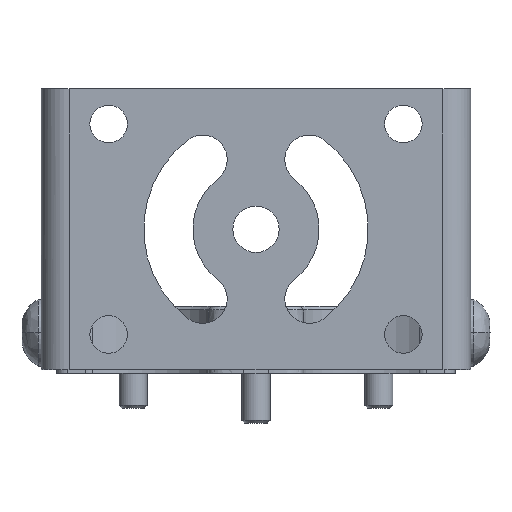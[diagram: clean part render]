
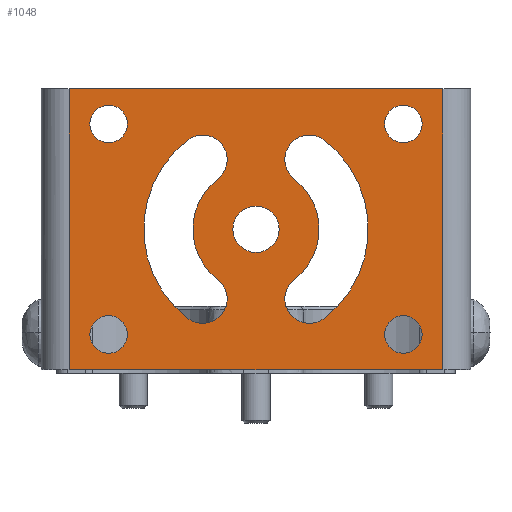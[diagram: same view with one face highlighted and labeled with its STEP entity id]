
A CAD part, front view. The second image highlights one B-rep face of the part: STEP entity #1048.
In plain terms, the highlighted planar face has unit normal (0, -1, 0).
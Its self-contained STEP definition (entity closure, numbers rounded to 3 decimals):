
#1=CARTESIAN_POINT('',(26.533,-2.,55.));
#2=DIRECTION('',(0.,1.,0.));
#3=DIRECTION('',(0.001,0.,-1.));
#4=AXIS2_PLACEMENT_3D('',#1,#2,#3);
#6=DIRECTION('',(-1.,0.,0.));
#7=VECTOR('',#6,53.067);
#8=CARTESIAN_POINT('',(26.533,-2.,-20.));
#9=LINE('',#8,#7);
#10=CARTESIAN_POINT('',(-26.533,-2.,55.));
#11=DIRECTION('',(0.,1.,0.));
#12=DIRECTION('',(0.,0.,-1.));
#13=AXIS2_PLACEMENT_3D('',#10,#11,#12);
#15=CARTESIAN_POINT('',(21.,-2.,15.));
#16=DIRECTION('',(0.,-1.,0.));
#17=DIRECTION('',(1.,0.,0.));
#18=AXIS2_PLACEMENT_3D('',#15,#16,#17);
#20=CARTESIAN_POINT('',(21.,-2.,15.));
#21=DIRECTION('',(0.,-1.,0.));
#22=DIRECTION('',(-1.,0.,0.));
#23=AXIS2_PLACEMENT_3D('',#20,#21,#22);
#25=CARTESIAN_POINT('',(21.,-2.,-15.));
#26=DIRECTION('',(0.,-1.,0.));
#27=DIRECTION('',(1.,0.,0.));
#28=AXIS2_PLACEMENT_3D('',#25,#26,#27);
#30=CARTESIAN_POINT('',(21.,-2.,-15.));
#31=DIRECTION('',(0.,-1.,0.));
#32=DIRECTION('',(-1.,0.,0.));
#33=AXIS2_PLACEMENT_3D('',#30,#31,#32);
#35=CARTESIAN_POINT('',(0.,-2.,0.));
#36=DIRECTION('',(0.,-1.,0.));
#37=DIRECTION('',(0.609,0.,-0.793));
#38=AXIS2_PLACEMENT_3D('',#35,#36,#37);
#40=CARTESIAN_POINT('',(7.61,-2.,9.917));
#41=DIRECTION('',(0.,-1.,0.));
#42=DIRECTION('',(0.609,0.,0.793));
#43=AXIS2_PLACEMENT_3D('',#40,#41,#42);
#45=CARTESIAN_POINT('',(0.,-2.,0.));
#46=DIRECTION('',(0.,-1.,0.));
#47=DIRECTION('',(0.609,0.,-0.793));
#48=AXIS2_PLACEMENT_3D('',#45,#46,#47);
#50=CARTESIAN_POINT('',(7.61,-2.,-9.917));
#51=DIRECTION('',(0.,-1.,0.));
#52=DIRECTION('',(-0.609,0.,0.793));
#53=AXIS2_PLACEMENT_3D('',#50,#51,#52);
#55=CARTESIAN_POINT('',(0.,-2.,0.));
#56=DIRECTION('',(0.,1.,0.));
#57=DIRECTION('',(-0.609,0.,-0.793));
#58=AXIS2_PLACEMENT_3D('',#55,#56,#57);
#60=CARTESIAN_POINT('',(-7.61,-2.,-9.917));
#61=DIRECTION('',(0.,1.,0.));
#62=DIRECTION('',(0.609,0.,0.793));
#63=AXIS2_PLACEMENT_3D('',#60,#61,#62);
#65=CARTESIAN_POINT('',(0.,-2.,0.));
#66=DIRECTION('',(0.,1.,0.));
#67=DIRECTION('',(-0.609,0.,-0.793));
#68=AXIS2_PLACEMENT_3D('',#65,#66,#67);
#70=CARTESIAN_POINT('',(-7.61,-2.,9.917));
#71=DIRECTION('',(0.,1.,0.));
#72=DIRECTION('',(-0.609,0.,0.793));
#73=AXIS2_PLACEMENT_3D('',#70,#71,#72);
#75=CARTESIAN_POINT('',(-21.,-2.,-15.));
#76=DIRECTION('',(0.,1.,0.));
#77=DIRECTION('',(-1.,0.,0.));
#78=AXIS2_PLACEMENT_3D('',#75,#76,#77);
#80=CARTESIAN_POINT('',(-21.,-2.,-15.));
#81=DIRECTION('',(0.,1.,0.));
#82=DIRECTION('',(1.,0.,0.));
#83=AXIS2_PLACEMENT_3D('',#80,#81,#82);
#85=CARTESIAN_POINT('',(-21.,-2.,15.));
#86=DIRECTION('',(0.,1.,0.));
#87=DIRECTION('',(-1.,0.,0.));
#88=AXIS2_PLACEMENT_3D('',#85,#86,#87);
#90=CARTESIAN_POINT('',(-21.,-2.,15.));
#91=DIRECTION('',(0.,1.,0.));
#92=DIRECTION('',(1.,0.,0.));
#93=AXIS2_PLACEMENT_3D('',#90,#91,#92);
#112=DIRECTION('',(0.,0.,-1.));
#113=VECTOR('',#112,40.);
#114=CARTESIAN_POINT('',(-26.625,-2.,20.));
#115=LINE('',#114,#113);
#144=DIRECTION('',(0.,0.,-1.));
#145=VECTOR('',#144,40.);
#146=CARTESIAN_POINT('',(26.625,-2.,20.));
#147=LINE('',#146,#145);
#169=DIRECTION('',(-1.,0.,0.));
#170=VECTOR('',#169,53.25);
#171=CARTESIAN_POINT('',(26.625,-2.,20.));
#172=LINE('',#171,#170);
#695=CARTESIAN_POINT('',(0.,-2.,0.));
#696=DIRECTION('',(0.,1.,0.));
#697=DIRECTION('',(-1.,0.,0.));
#698=AXIS2_PLACEMENT_3D('',#695,#696,#697);
#714=CARTESIAN_POINT('',(0.,-2.,0.));
#715=DIRECTION('',(0.,1.,0.));
#716=DIRECTION('',(1.,0.,0.));
#717=AXIS2_PLACEMENT_3D('',#714,#715,#716);
#787=CARTESIAN_POINT('',(-9.74,-2.,-12.694));
#788=CARTESIAN_POINT('',(-9.74,-2.,12.694));
#789=VERTEX_POINT('',#787);
#790=VERTEX_POINT('',#788);
#791=CARTESIAN_POINT('',(-5.479,-2.,-7.14));
#792=VERTEX_POINT('',#791);
#793=CARTESIAN_POINT('',(-5.479,-2.,7.14));
#794=VERTEX_POINT('',#793);
#803=CARTESIAN_POINT('',(-3.3,-2.,0.));
#805=VERTEX_POINT('',#803);
#807=CARTESIAN_POINT('',(9.74,-2.,-12.694));
#808=CARTESIAN_POINT('',(9.74,-2.,12.694));
#809=VERTEX_POINT('',#807);
#810=VERTEX_POINT('',#808);
#811=CARTESIAN_POINT('',(5.479,-2.,-7.14));
#812=VERTEX_POINT('',#811);
#813=CARTESIAN_POINT('',(5.479,-2.,7.14));
#814=VERTEX_POINT('',#813);
#823=CARTESIAN_POINT('',(3.3,-2.,0.));
#825=VERTEX_POINT('',#823);
#843=CARTESIAN_POINT('',(-23.675,-2.,-15.));
#844=CARTESIAN_POINT('',(-18.325,-2.,-15.));
#845=VERTEX_POINT('',#843);
#846=VERTEX_POINT('',#844);
#847=CARTESIAN_POINT('',(-23.675,-2.,15.));
#848=CARTESIAN_POINT('',(-18.325,-2.,15.));
#849=VERTEX_POINT('',#847);
#850=VERTEX_POINT('',#848);
#859=CARTESIAN_POINT('',(23.675,-2.,-15.));
#860=CARTESIAN_POINT('',(18.325,-2.,-15.));
#861=VERTEX_POINT('',#859);
#862=VERTEX_POINT('',#860);
#863=CARTESIAN_POINT('',(23.675,-2.,15.));
#864=CARTESIAN_POINT('',(18.325,-2.,15.));
#865=VERTEX_POINT('',#863);
#866=VERTEX_POINT('',#864);
#903=CARTESIAN_POINT('',(26.625,-2.,20.));
#904=CARTESIAN_POINT('',(-26.625,-2.,20.));
#905=VERTEX_POINT('',#903);
#906=VERTEX_POINT('',#904);
#947=CARTESIAN_POINT('',(26.625,-2.,-20.));
#948=CARTESIAN_POINT('',(26.533,-2.,-20.));
#949=VERTEX_POINT('',#947);
#950=VERTEX_POINT('',#948);
#951=CARTESIAN_POINT('',(-26.533,-2.,-20.));
#952=VERTEX_POINT('',#951);
#953=CARTESIAN_POINT('',(-26.625,-2.,-20.));
#954=VERTEX_POINT('',#953);
#979=CARTESIAN_POINT('',(0.,-2.,0.));
#980=DIRECTION('',(0.,1.,0.));
#981=DIRECTION('',(1.,0.,0.));
#982=AXIS2_PLACEMENT_3D('',#979,#980,#981);
#983=PLANE('',#982);
#985=ORIENTED_EDGE('',*,*,#984,.F.);
#987=ORIENTED_EDGE('',*,*,#986,.F.);
#989=ORIENTED_EDGE('',*,*,#988,.T.);
#991=ORIENTED_EDGE('',*,*,#990,.T.);
#993=ORIENTED_EDGE('',*,*,#992,.T.);
#995=ORIENTED_EDGE('',*,*,#994,.T.);
#996=EDGE_LOOP('',(#985,#987,#989,#991,#993,#995));
#997=FACE_OUTER_BOUND('',#996,.F.);
#999=ORIENTED_EDGE('',*,*,#998,.T.);
#1001=ORIENTED_EDGE('',*,*,#1000,.T.);
#1002=EDGE_LOOP('',(#999,#1001));
#1003=FACE_BOUND('',#1002,.F.);
#1005=ORIENTED_EDGE('',*,*,#1004,.T.);
#1007=ORIENTED_EDGE('',*,*,#1006,.T.);
#1008=EDGE_LOOP('',(#1005,#1007));
#1009=FACE_BOUND('',#1008,.F.);
#1011=ORIENTED_EDGE('',*,*,#1010,.T.);
#1013=ORIENTED_EDGE('',*,*,#1012,.T.);
#1015=ORIENTED_EDGE('',*,*,#1014,.F.);
#1017=ORIENTED_EDGE('',*,*,#1016,.T.);
#1018=EDGE_LOOP('',(#1011,#1013,#1015,#1017));
#1019=FACE_BOUND('',#1018,.F.);
#1021=ORIENTED_EDGE('',*,*,#1020,.F.);
#1023=ORIENTED_EDGE('',*,*,#1022,.F.);
#1025=ORIENTED_EDGE('',*,*,#1024,.T.);
#1027=ORIENTED_EDGE('',*,*,#1026,.F.);
#1028=EDGE_LOOP('',(#1021,#1023,#1025,#1027));
#1029=FACE_BOUND('',#1028,.F.);
#1031=ORIENTED_EDGE('',*,*,#1030,.F.);
#1033=ORIENTED_EDGE('',*,*,#1032,.F.);
#1034=EDGE_LOOP('',(#1031,#1033));
#1035=FACE_BOUND('',#1034,.F.);
#1037=ORIENTED_EDGE('',*,*,#1036,.F.);
#1039=ORIENTED_EDGE('',*,*,#1038,.F.);
#1040=EDGE_LOOP('',(#1037,#1039));
#1041=FACE_BOUND('',#1040,.F.);
#1043=ORIENTED_EDGE('',*,*,#1042,.F.);
#1045=ORIENTED_EDGE('',*,*,#1044,.F.);
#1046=EDGE_LOOP('',(#1043,#1045));
#1047=FACE_BOUND('',#1046,.F.);
#1048=ADVANCED_FACE('',(#997,#1003,#1009,#1019,#1029,#1035,#1041,#1047),#983,
.F.);
#5=CIRCLE('',#4,75.);
#14=CIRCLE('',#13,75.);
#19=CIRCLE('',#18,2.675);
#24=CIRCLE('',#23,2.675);
#29=CIRCLE('',#28,2.675);
#34=CIRCLE('',#33,2.675);
#39=CIRCLE('',#38,16.);
#44=CIRCLE('',#43,3.5);
#49=CIRCLE('',#48,9.);
#54=CIRCLE('',#53,3.5);
#59=CIRCLE('',#58,16.);
#64=CIRCLE('',#63,3.5);
#69=CIRCLE('',#68,9.);
#74=CIRCLE('',#73,3.5);
#79=CIRCLE('',#78,2.675);
#84=CIRCLE('',#83,2.675);
#89=CIRCLE('',#88,2.675);
#94=CIRCLE('',#93,2.675);
#699=CIRCLE('',#698,3.3);
#718=CIRCLE('',#717,3.3);
#984=EDGE_CURVE('',#906,#954,#115,.T.);
#986=EDGE_CURVE('',#905,#906,#172,.T.);
#988=EDGE_CURVE('',#905,#949,#147,.T.);
#990=EDGE_CURVE('',#949,#950,#5,.T.);
#992=EDGE_CURVE('',#950,#952,#9,.T.);
#994=EDGE_CURVE('',#952,#954,#14,.T.);
#998=EDGE_CURVE('',#865,#866,#19,.T.);
#1000=EDGE_CURVE('',#866,#865,#24,.T.);
#1004=EDGE_CURVE('',#861,#862,#29,.T.);
#1006=EDGE_CURVE('',#862,#861,#34,.T.);
#1010=EDGE_CURVE('',#809,#810,#39,.T.);
#1012=EDGE_CURVE('',#810,#814,#44,.T.);
#1014=EDGE_CURVE('',#812,#814,#49,.T.);
#1016=EDGE_CURVE('',#812,#809,#54,.T.);
#1020=EDGE_CURVE('',#789,#790,#59,.T.);
#1022=EDGE_CURVE('',#792,#789,#64,.T.);
#1024=EDGE_CURVE('',#792,#794,#69,.T.);
#1026=EDGE_CURVE('',#790,#794,#74,.T.);
#1030=EDGE_CURVE('',#845,#846,#79,.T.);
#1032=EDGE_CURVE('',#846,#845,#84,.T.);
#1036=EDGE_CURVE('',#849,#850,#89,.T.);
#1038=EDGE_CURVE('',#850,#849,#94,.T.);
#1042=EDGE_CURVE('',#825,#805,#718,.T.);
#1044=EDGE_CURVE('',#805,#825,#699,.T.);
